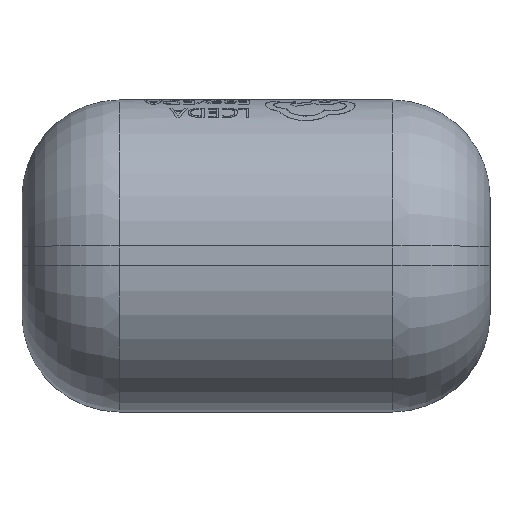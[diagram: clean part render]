
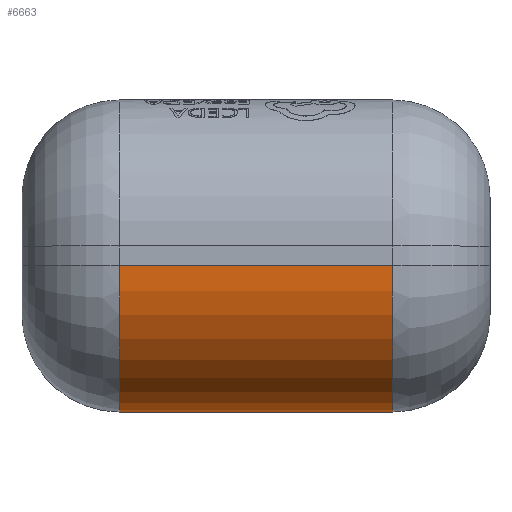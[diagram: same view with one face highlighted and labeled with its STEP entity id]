
A CAD part, top view. The second image highlights one B-rep face of the part: STEP entity #6663.
In plain terms, the highlighted cylindrical face has radius 1.5 mm (diameter 3 mm), a partial arc.
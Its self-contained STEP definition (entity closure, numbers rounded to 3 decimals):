
#235 = CARTESIAN_POINT ( 'NONE',  ( 1.4, -0.1, 3.5 ) ) ;
#515 = EDGE_CURVE ( 'NONE', #13580, #4397, #8048, .T. ) ;
#2610 = CARTESIAN_POINT ( 'NONE',  ( 0., -0.1, 2. ) ) ;
#3018 = EDGE_CURVE ( 'NONE', #6864, #4397, #9572, .T. ) ;
#3338 = DIRECTION ( 'NONE',  ( 1., 0., 0. ) ) ;
#3414 = CARTESIAN_POINT ( 'NONE',  ( 0., -0.1, 3.5 ) ) ;
#4397 = VERTEX_POINT ( 'NONE', #235 ) ;
#4583 = ORIENTED_EDGE ( 'NONE', *, *, #8365, .T. ) ;
#4620 = CARTESIAN_POINT ( 'NONE',  ( 1.4, -1.6, 2. ) ) ;
#5454 = DIRECTION ( 'NONE',  ( 0., 0., -1. ) ) ;
#5748 = DIRECTION ( 'NONE',  ( 0., 0., 1. ) ) ;
#6229 = VECTOR ( 'NONE', #9281, 1000. ) ;
#6463 = CYLINDRICAL_SURFACE ( 'NONE', #14266, 1.5 ) ;
#6576 = ORIENTED_EDGE ( 'NONE', *, *, #3018, .T. ) ;
#6625 = CARTESIAN_POINT ( 'NONE',  ( -2.4, -1.6, 2. ) ) ;
#6663 = ADVANCED_FACE ( 'NONE', ( #16673 ), #6463, .T. ) ;
#6864 = VERTEX_POINT ( 'NONE', #4620 ) ;
#7513 = CARTESIAN_POINT ( 'NONE',  ( -1.4, -0.1, 3.5 ) ) ;
#7979 = LINE ( 'NONE', #6625, #6229 ) ;
#8048 = LINE ( 'NONE', #3414, #11878 ) ;
#8365 = EDGE_CURVE ( 'NONE', #13580, #16448, #10065, .T. ) ;
#8629 = EDGE_CURVE ( 'NONE', #6864, #16448, #7979, .T. ) ;
#9223 = DIRECTION ( 'NONE',  ( 1., 0., 0. ) ) ;
#9281 = DIRECTION ( 'NONE',  ( -1., 0., 0. ) ) ;
#9572 = CIRCLE ( 'NONE', #10468, 1.5 ) ;
#9627 = ORIENTED_EDGE ( 'NONE', *, *, #8629, .F. ) ;
#10065 = CIRCLE ( 'NONE', #10955, 1.5 ) ;
#10468 = AXIS2_PLACEMENT_3D ( 'NONE', #11207, #15596, #5748 ) ;
#10955 = AXIS2_PLACEMENT_3D ( 'NONE', #14659, #3338, #14572 ) ;
#11207 = CARTESIAN_POINT ( 'NONE',  ( 1.4, -0.1, 2. ) ) ;
#11475 = CARTESIAN_POINT ( 'NONE',  ( -1.4, -1.6, 2. ) ) ;
#11728 = DIRECTION ( 'NONE',  ( 1., 0., 0. ) ) ;
#11878 = VECTOR ( 'NONE', #11728, 1000. ) ;
#13580 = VERTEX_POINT ( 'NONE', #7513 ) ;
#14266 = AXIS2_PLACEMENT_3D ( 'NONE', #2610, #9223, #5454 ) ;
#14572 = DIRECTION ( 'NONE',  ( 0., 0., -1. ) ) ;
#14659 = CARTESIAN_POINT ( 'NONE',  ( -1.4, -0.1, 2. ) ) ;
#15327 = EDGE_LOOP ( 'NONE', ( #18132, #4583, #9627, #6576 ) ) ;
#15596 = DIRECTION ( 'NONE',  ( -1., 0., 0. ) ) ;
#16448 = VERTEX_POINT ( 'NONE', #11475 ) ;
#16673 = FACE_OUTER_BOUND ( 'NONE', #15327, .T. ) ;
#18132 = ORIENTED_EDGE ( 'NONE', *, *, #515, .F. ) ;
